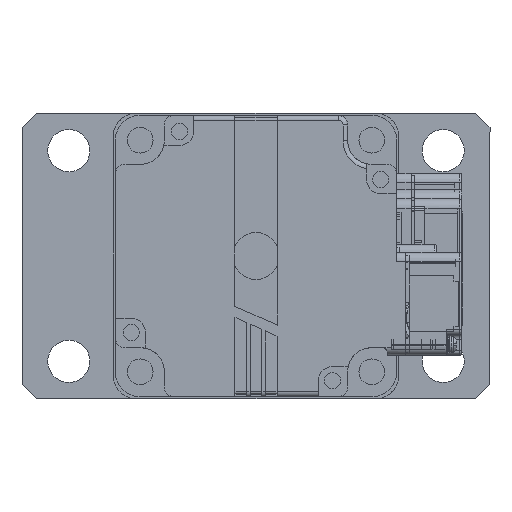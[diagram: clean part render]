
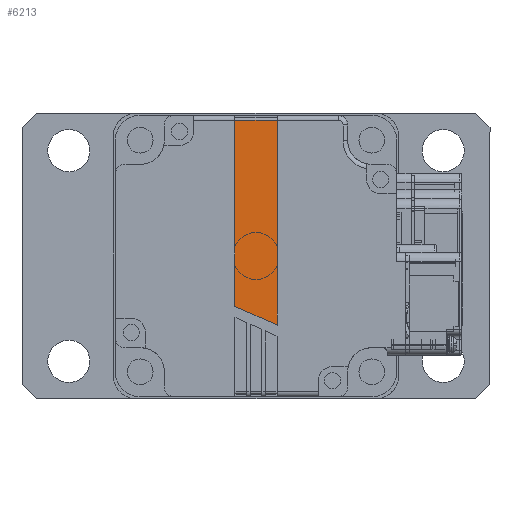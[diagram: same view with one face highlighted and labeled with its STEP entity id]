
A CAD part, front view. The second image highlights one B-rep face of the part: STEP entity #6213.
In plain terms, the highlighted face is planar.
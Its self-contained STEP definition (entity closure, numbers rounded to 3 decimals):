
#1850 = VERTEX_POINT ( 'NONE', #62834 ) ;
#3419 = EDGE_LOOP ( 'NONE', ( #38595, #27731, #52108, #41461 ) ) ;
#3514 = DIRECTION ( 'NONE',  ( -1., 0., 0. ) ) ;
#4217 = CARTESIAN_POINT ( 'NONE',  ( 29., 4.5, -118.3 ) ) ;
#4881 = FACE_OUTER_BOUND ( 'NONE', #3419, .T. ) ;
#5608 = CARTESIAN_POINT ( 'NONE',  ( 0., 0., -118.3 ) ) ;
#6213 = ADVANCED_FACE ( 'NONE', ( #4881 ), #16406, .F. ) ;
#8119 = CARTESIAN_POINT ( 'NONE',  ( 29., -4.5, -118.3 ) ) ;
#8145 = VERTEX_POINT ( 'NONE', #46166 ) ;
#9723 = DIRECTION ( 'NONE',  ( 0., 0., 1. ) ) ;
#10285 = DIRECTION ( 'NONE',  ( 0.407, -0.914, 0. ) ) ;
#16406 = PLANE ( 'NONE',  #21854 ) ;
#21854 = AXIS2_PLACEMENT_3D ( 'NONE', #5608, #9723, #39165 ) ;
#22512 = VECTOR ( 'NONE', #71332, 1000. ) ;
#25644 = CARTESIAN_POINT ( 'NONE',  ( -14.75, 4.5, -118.3 ) ) ;
#26006 = LINE ( 'NONE', #25644, #59634 ) ;
#26519 = EDGE_CURVE ( 'NONE', #67743, #58272, #37076, .T. ) ;
#27731 = ORIENTED_EDGE ( 'NONE', *, *, #26519, .T. ) ;
#28303 = VECTOR ( 'NONE', #10285, 1000. ) ;
#36711 = CARTESIAN_POINT ( 'NONE',  ( 29., -4.5, -118.3 ) ) ;
#37076 = LINE ( 'NONE', #36711, #73743 ) ;
#38459 = EDGE_CURVE ( 'NONE', #1850, #8145, #26006, .T. ) ;
#38595 = ORIENTED_EDGE ( 'NONE', *, *, #53960, .T. ) ;
#39165 = DIRECTION ( 'NONE',  ( 1., 0., 0. ) ) ;
#41461 = ORIENTED_EDGE ( 'NONE', *, *, #38459, .T. ) ;
#42201 = CARTESIAN_POINT ( 'NONE',  ( -10.743, -4.5, -118.3 ) ) ;
#46166 = CARTESIAN_POINT ( 'NONE',  ( 29., 4.5, -118.3 ) ) ;
#52108 = ORIENTED_EDGE ( 'NONE', *, *, #56419, .F. ) ;
#53840 = LINE ( 'NONE', #4217, #22512 ) ;
#53960 = EDGE_CURVE ( 'NONE', #8145, #67743, #53840, .T. ) ;
#56151 = CARTESIAN_POINT ( 'NONE',  ( -14.75, 4.5, -118.3 ) ) ;
#56419 = EDGE_CURVE ( 'NONE', #1850, #58272, #66964, .T. ) ;
#58272 = VERTEX_POINT ( 'NONE', #42201 ) ;
#59634 = VECTOR ( 'NONE', #65524, 1000. ) ;
#62834 = CARTESIAN_POINT ( 'NONE',  ( -14.75, 4.5, -118.3 ) ) ;
#65524 = DIRECTION ( 'NONE',  ( 1., 0., 0. ) ) ;
#66964 = LINE ( 'NONE', #56151, #28303 ) ;
#67743 = VERTEX_POINT ( 'NONE', #8119 ) ;
#71332 = DIRECTION ( 'NONE',  ( 0., -1., 0. ) ) ;
#73743 = VECTOR ( 'NONE', #3514, 1000. ) ;
